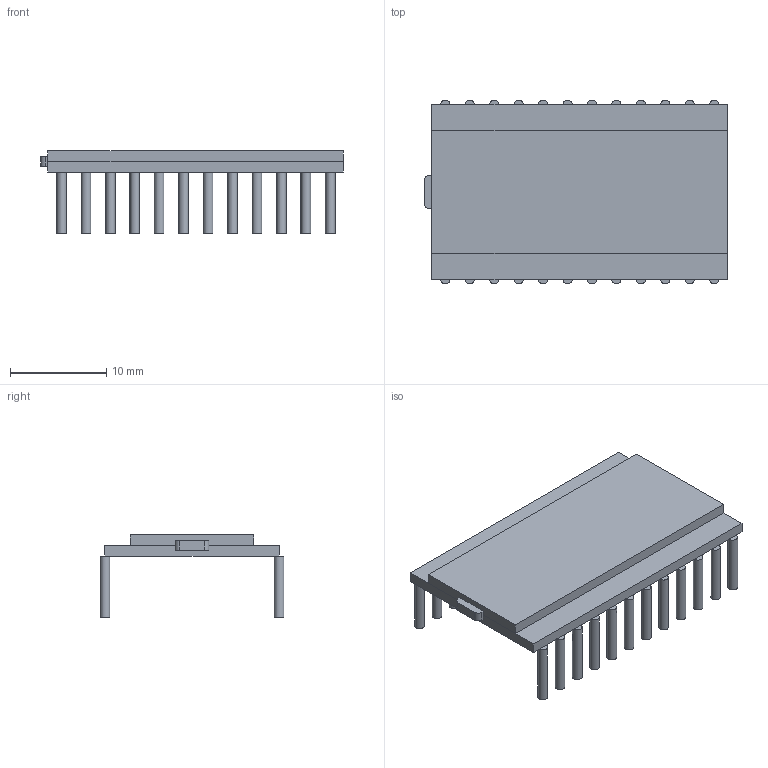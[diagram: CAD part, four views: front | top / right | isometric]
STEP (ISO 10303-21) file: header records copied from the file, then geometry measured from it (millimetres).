
FILE_DESCRIPTION(('FreeCAD Model'),'2;1');
FILE_NAME( 'LCD-S301C31TF.step', '2020-12-20T23:57:19',('Author'),(''), 'Open CASCADE STEP processor 7.3','FreeCAD','Unknown');
FILE_SCHEMA(('AUTOMOTIVE_DESIGN { 1 0 10303 214 1 1 1 1 }'));
Length unit declared in the file: millimetre
Products named in the file (4): Extrude005; Extrude; Extrude002; Fillet
Bounding box: 31.45 x 19.1 x 8.55 mm (x, y, z)
Volume: 1165.7 mm3; surface area: 2629.9 mm2
Topology: 27 solids, 27 shells, 92 faces, 114 edges, 76 vertices
Faces by surface type: plane 66, cylinder 26
Full cylindrical faces by diameter (mm): 1 x24
Entity records: 3575 total; most frequent: DIRECTION 578, CARTESIAN_POINT 523, LINE 238, VECTOR 238, ORIENTED_EDGE 228, PCURVE 228, DEFINITIONAL_REPRESENTATION 228, AXIS2_PLACEMENT_3D 145
